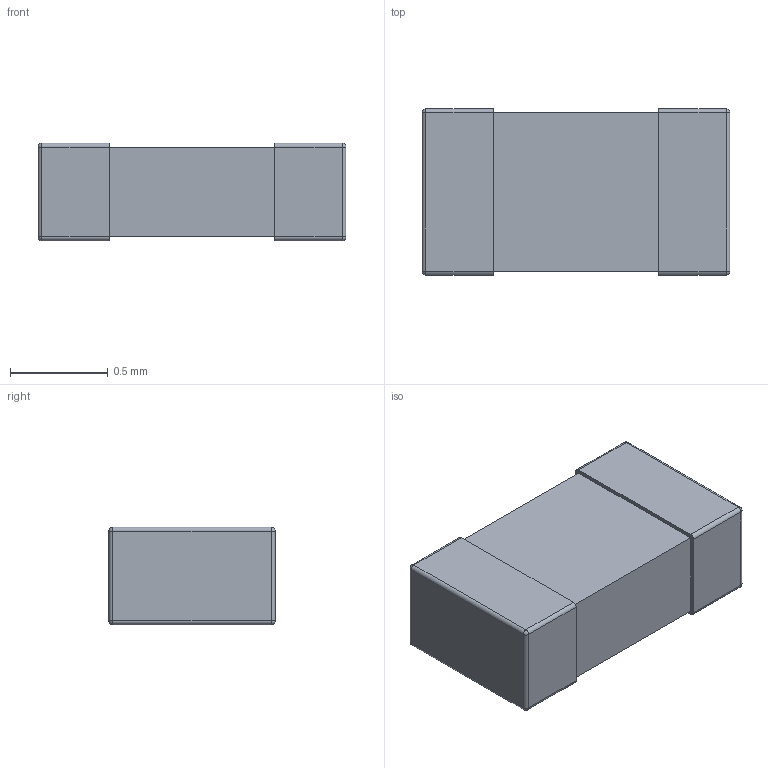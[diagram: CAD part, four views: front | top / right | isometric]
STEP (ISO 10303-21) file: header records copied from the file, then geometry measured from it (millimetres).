
FILE_DESCRIPTION (( 'STEP AP214' ), '1' );
FILE_NAME ('RESC1608X50N_EIA_0603_METRIC_1608_157x085x050.STEP', '2010-10-29T13:11:00', ( '.' ), ( '.' ), 'SwSTEP 2.0', 'SolidWorks 2008', '' );
FILE_SCHEMA (( 'AUTOMOTIVE_DESIGN' ));
Length unit declared in the file: millimetre
Products named in the file (1): RESC1608X50N_EIA_0603_METRIC_1608_157x085x050
Bounding box: 1.57 x 0.85 x 0.5 mm (x, y, z)
Volume: 0.6 mm3; surface area: 5 mm2
Topology: 1 solids, 1 shells, 40 faces, 92 edges, 48 vertices
Faces by surface type: plane 16, cylinder 16, sphere 8
Entity records: 1511 total; most frequent: DIRECTION 198, CARTESIAN_POINT 173, ORIENTED_EDGE 168, EDGE_CURVE 84, AXIS2_PLACEMENT_3D 73, VECTOR 52, LINE 52, VERTEX_POINT 48
